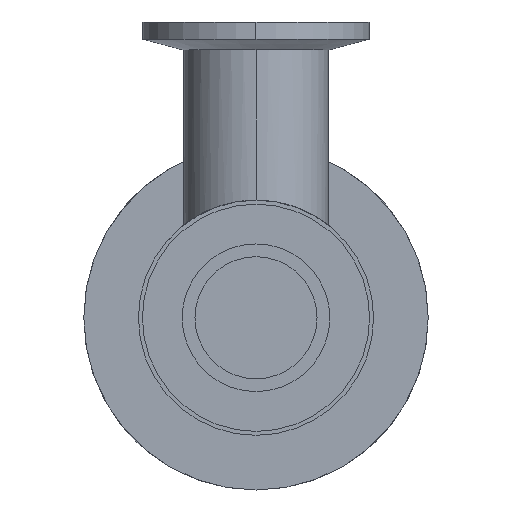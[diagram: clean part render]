
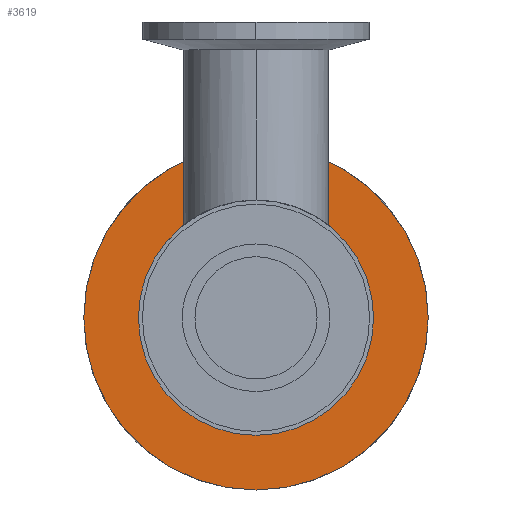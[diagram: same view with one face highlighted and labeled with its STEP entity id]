
A CAD part, left-side view. The second image highlights one B-rep face of the part: STEP entity #3619.
In plain terms, the highlighted planar face has unit normal (-1, 0, 0).
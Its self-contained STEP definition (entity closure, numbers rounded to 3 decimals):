
#24 = AXIS2_PLACEMENT_3D ( 'NONE', #2702, #88, #3134 ) ;
#34 = CARTESIAN_POINT ( 'NONE',  ( 26.28, 0., 0. ) ) ;
#75 = DIRECTION ( 'NONE',  ( -1., 0., 0. ) ) ;
#88 = DIRECTION ( 'NONE',  ( -1., 0., 0. ) ) ;
#174 = DIRECTION ( 'NONE',  ( 0., 0., -1. ) ) ;
#259 = PLANE ( 'NONE',  #1882 ) ;
#456 = DIRECTION ( 'NONE',  ( 0., 0., -1. ) ) ;
#542 = AXIS2_PLACEMENT_3D ( 'NONE', #1073, #4091, #174 ) ;
#667 = VERTEX_POINT ( 'NONE', #4509 ) ;
#819 = CIRCLE ( 'NONE', #2356, 30.32 ) ;
#970 = DIRECTION ( 'NONE',  ( 0., 0., -1. ) ) ;
#988 = EDGE_CURVE ( 'NONE', #667, #1803, #4157, .T. ) ;
#1073 = CARTESIAN_POINT ( 'NONE',  ( 26.28, 0., 0. ) ) ;
#1474 = CARTESIAN_POINT ( 'NONE',  ( 26.28, 25.535, 0. ) ) ;
#1644 = CARTESIAN_POINT ( 'NONE',  ( 26.28, 0., 20.7 ) ) ;
#1803 = VERTEX_POINT ( 'NONE', #1644 ) ;
#1882 = AXIS2_PLACEMENT_3D ( 'NONE', #1474, #4240, #4437 ) ;
#2135 = ORIENTED_EDGE ( 'NONE', *, *, #5448, .F. ) ;
#2214 = EDGE_LOOP ( 'NONE', ( #3106, #5477 ) ) ;
#2356 = AXIS2_PLACEMENT_3D ( 'NONE', #34, #5246, #456 ) ;
#2370 = CARTESIAN_POINT ( 'NONE',  ( 26.28, 0., 0. ) ) ;
#2380 = CIRCLE ( 'NONE', #542, 20.7 ) ;
#2438 = EDGE_LOOP ( 'NONE', ( #2708, #2135 ) ) ;
#2702 = CARTESIAN_POINT ( 'NONE',  ( 26.28, 0., 0. ) ) ;
#2708 = ORIENTED_EDGE ( 'NONE', *, *, #988, .F. ) ;
#2832 = CIRCLE ( 'NONE', #3954, 30.32 ) ;
#2925 = FACE_OUTER_BOUND ( 'NONE', #2214, .T. ) ;
#3106 = ORIENTED_EDGE ( 'NONE', *, *, #5295, .T. ) ;
#3134 = DIRECTION ( 'NONE',  ( 0., 0., -1. ) ) ;
#3242 = EDGE_CURVE ( 'NONE', #4440, #5280, #2832, .T. ) ;
#3619 = ADVANCED_FACE ( 'NONE', ( #3735, #2925 ), #259, .T. ) ;
#3735 = FACE_BOUND ( 'NONE', #2438, .T. ) ;
#3954 = AXIS2_PLACEMENT_3D ( 'NONE', #2370, #75, #970 ) ;
#4091 = DIRECTION ( 'NONE',  ( -1., 0., 0. ) ) ;
#4157 = CIRCLE ( 'NONE', #24, 20.7 ) ;
#4240 = DIRECTION ( 'NONE',  ( -1., 0., 0. ) ) ;
#4266 = CARTESIAN_POINT ( 'NONE',  ( 26.28, 0., -30.32 ) ) ;
#4437 = DIRECTION ( 'NONE',  ( 0., 0., 1. ) ) ;
#4440 = VERTEX_POINT ( 'NONE', #4940 ) ;
#4509 = CARTESIAN_POINT ( 'NONE',  ( 26.28, 0., -20.7 ) ) ;
#4940 = CARTESIAN_POINT ( 'NONE',  ( 26.28, 0., 30.32 ) ) ;
#5246 = DIRECTION ( 'NONE',  ( -1., 0., 0. ) ) ;
#5280 = VERTEX_POINT ( 'NONE', #4266 ) ;
#5295 = EDGE_CURVE ( 'NONE', #5280, #4440, #819, .T. ) ;
#5448 = EDGE_CURVE ( 'NONE', #1803, #667, #2380, .T. ) ;
#5477 = ORIENTED_EDGE ( 'NONE', *, *, #3242, .T. ) ;
